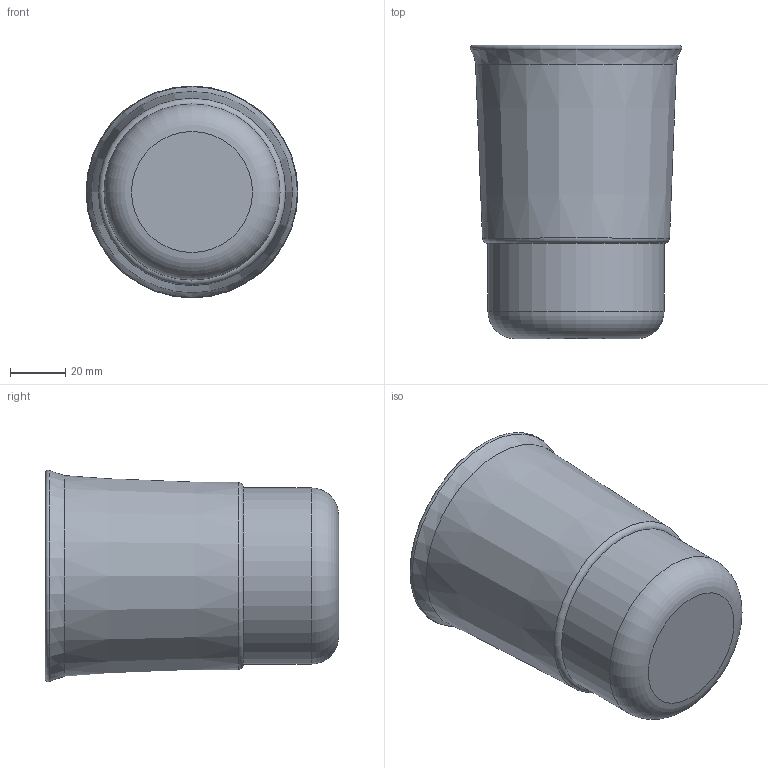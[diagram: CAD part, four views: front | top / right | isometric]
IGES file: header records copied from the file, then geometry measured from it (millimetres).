
Global section: file name: No Iges File Name specified; native system: Autodesk Inventor 2012; preprocessor: AutoDesk Inventor Iges Exporter R2012; author: sbajwa; date: 20130620.080828; units: millimetre
Bounding box: 77 x 106.63 x 77 mm (x, y, z)
Volume: 75191.9 mm3; surface area: 63808.6 mm2
Topology: 2 solids, 2 shells, 23 faces, 38 edges, 21 vertices
Faces by surface type: revolution 8, plane 6, torus 6, cone 2, cylinder 1
Full cylindrical faces by diameter (mm): 64 x1
